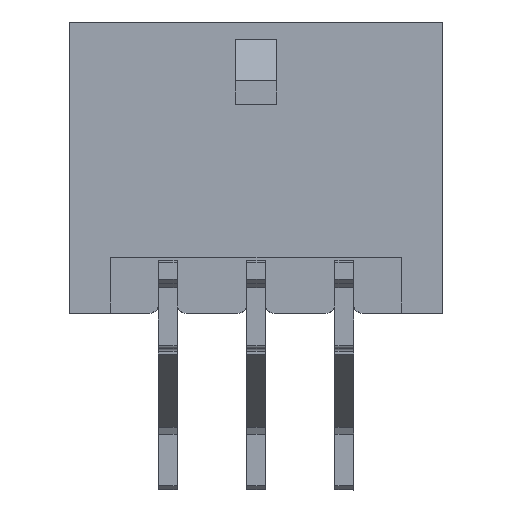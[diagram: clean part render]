
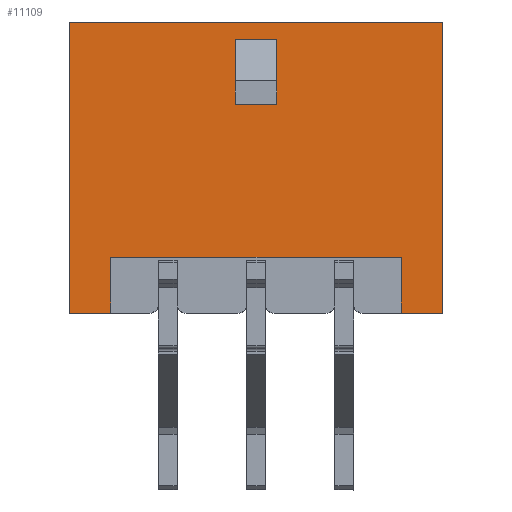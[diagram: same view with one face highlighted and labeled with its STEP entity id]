
A CAD part, top view. The second image highlights one B-rep face of the part: STEP entity #11109.
In plain terms, the highlighted face is planar.
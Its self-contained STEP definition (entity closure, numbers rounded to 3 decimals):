
#839=ORIENTED_EDGE('',*,*,#2804,.F.);
#840=ORIENTED_EDGE('',*,*,#3038,.F.);
#841=ORIENTED_EDGE('',*,*,#3039,.T.);
#842=ORIENTED_EDGE('',*,*,#3040,.T.);
#843=ORIENTED_EDGE('',*,*,#3041,.F.);
#844=ORIENTED_EDGE('',*,*,#3042,.F.);
#845=ORIENTED_EDGE('',*,*,#2799,.F.);
#846=ORIENTED_EDGE('',*,*,#2802,.F.);
#847=ORIENTED_EDGE('',*,*,#2773,.T.);
#848=ORIENTED_EDGE('',*,*,#2780,.T.);
#849=ORIENTED_EDGE('',*,*,#2769,.F.);
#850=ORIENTED_EDGE('',*,*,#2778,.F.);
#2769=EDGE_CURVE('',#3931,#3932,#4706,.T.);
#2773=EDGE_CURVE('',#3935,#3936,#4710,.T.);
#2778=EDGE_CURVE('',#3935,#3931,#4715,.T.);
#2780=EDGE_CURVE('',#3936,#3932,#4717,.T.);
#2799=EDGE_CURVE('',#3953,#3954,#4730,.T.);
#2802=EDGE_CURVE('',#3955,#3953,#4733,.T.);
#2804=EDGE_CURVE('',#3956,#3955,#4735,.T.);
#3038=EDGE_CURVE('',#4117,#3956,#4959,.T.);
#3039=EDGE_CURVE('',#4117,#4118,#4960,.T.);
#3040=EDGE_CURVE('',#4118,#4119,#4961,.T.);
#3041=EDGE_CURVE('',#4120,#4119,#4962,.T.);
#3042=EDGE_CURVE('',#3954,#4120,#4963,.T.);
#3931=VERTEX_POINT('',#14654);
#3932=VERTEX_POINT('',#14655);
#3935=VERTEX_POINT('',#14663);
#3936=VERTEX_POINT('',#14664);
#3953=VERTEX_POINT('',#14712);
#3954=VERTEX_POINT('',#14713);
#3955=VERTEX_POINT('',#14718);
#3956=VERTEX_POINT('',#14722);
#4117=VERTEX_POINT('',#15181);
#4118=VERTEX_POINT('',#15183);
#4119=VERTEX_POINT('',#15185);
#4120=VERTEX_POINT('',#15187);
#4706=LINE('',#14653,#5807);
#4710=LINE('',#14662,#5811);
#4715=LINE('',#14672,#5816);
#4717=LINE('',#14676,#5818);
#4730=LINE('',#14711,#5831);
#4733=LINE('',#14717,#5834);
#4735=LINE('',#14721,#5836);
#4959=LINE('',#15180,#6060);
#4960=LINE('',#15182,#6061);
#4961=LINE('',#15184,#6062);
#4962=LINE('',#15186,#6063);
#4963=LINE('',#15188,#6064);
#5807=VECTOR('',#12326,1000.);
#5811=VECTOR('',#12332,1000.);
#5816=VECTOR('',#12339,1000.);
#5818=VECTOR('',#12345,1000.);
#5831=VECTOR('',#12374,1000.);
#5834=VECTOR('',#12379,1000.);
#5836=VECTOR('',#12383,1000.);
#6060=VECTOR('',#12755,1000.);
#6061=VECTOR('',#12756,1000.);
#6062=VECTOR('',#12757,1000.);
#6063=VECTOR('',#12758,1000.);
#6064=VECTOR('',#12759,1000.);
#6769=EDGE_LOOP('',(#839,#840,#841,#842,#843,#844,#845,#846));
#6770=EDGE_LOOP('',(#847,#848,#849,#850));
#7222=FACE_BOUND('',#6769,.T.);
#7223=FACE_BOUND('',#6770,.T.);
#7669=PLANE('',#11570);
#11109=ADVANCED_FACE('',(#7222,#7223),#7669,.T.);
#11570=AXIS2_PLACEMENT_3D('',#15179,#12753,#12754);
#12326=DIRECTION('',(0.,0.,1.));
#12332=DIRECTION('',(0.,0.,1.));
#12339=DIRECTION('',(0.,-1.,0.));
#12345=DIRECTION('',(0.,-1.,0.));
#12374=DIRECTION('',(0.,0.,-1.));
#12379=DIRECTION('',(0.,1.,0.));
#12383=DIRECTION('',(0.,0.,1.));
#12753=DIRECTION('',(-1.,0.,0.));
#12754=DIRECTION('',(0.,0.,1.));
#12755=DIRECTION('',(0.,1.,0.));
#12756=DIRECTION('',(0.,0.,1.));
#12757=DIRECTION('',(0.,1.,0.));
#12758=DIRECTION('',(0.,0.,1.));
#12759=DIRECTION('',(0.,1.,0.));
#14653=CARTESIAN_POINT('',(-3.43,-0.7,2.15));
#14654=CARTESIAN_POINT('',(-3.43,-0.7,2.15));
#14655=CARTESIAN_POINT('',(-3.43,-0.7,4.35));
#14662=CARTESIAN_POINT('',(-3.43,0.7,2.15));
#14663=CARTESIAN_POINT('',(-3.43,0.7,2.15));
#14664=CARTESIAN_POINT('',(-3.43,0.7,4.35));
#14672=CARTESIAN_POINT('',(-3.43,0.7,2.15));
#14676=CARTESIAN_POINT('',(-3.43,0.7,4.35));
#14711=CARTESIAN_POINT('',(-3.43,4.94,-3.05));
#14712=CARTESIAN_POINT('',(-3.43,4.94,-3.05));
#14713=CARTESIAN_POINT('',(-3.43,4.94,-4.95));
#14717=CARTESIAN_POINT('',(-3.43,-4.94,-3.05));
#14718=CARTESIAN_POINT('',(-3.43,-4.94,-3.05));
#14721=CARTESIAN_POINT('',(-3.43,-4.94,-4.95));
#14722=CARTESIAN_POINT('',(-3.43,-4.94,-4.95));
#15179=CARTESIAN_POINT('',(-3.43,-6.35,-4.95));
#15180=CARTESIAN_POINT('',(-3.43,-6.35,-4.95));
#15181=CARTESIAN_POINT('',(-3.43,-6.35,-4.95));
#15182=CARTESIAN_POINT('',(-3.43,-6.35,-4.95));
#15183=CARTESIAN_POINT('',(-3.43,-6.35,4.95));
#15184=CARTESIAN_POINT('',(-3.43,-6.35,4.95));
#15185=CARTESIAN_POINT('',(-3.43,6.35,4.95));
#15186=CARTESIAN_POINT('',(-3.43,6.35,-4.95));
#15187=CARTESIAN_POINT('',(-3.43,6.35,-4.95));
#15188=CARTESIAN_POINT('',(-3.43,-6.35,-4.95));
